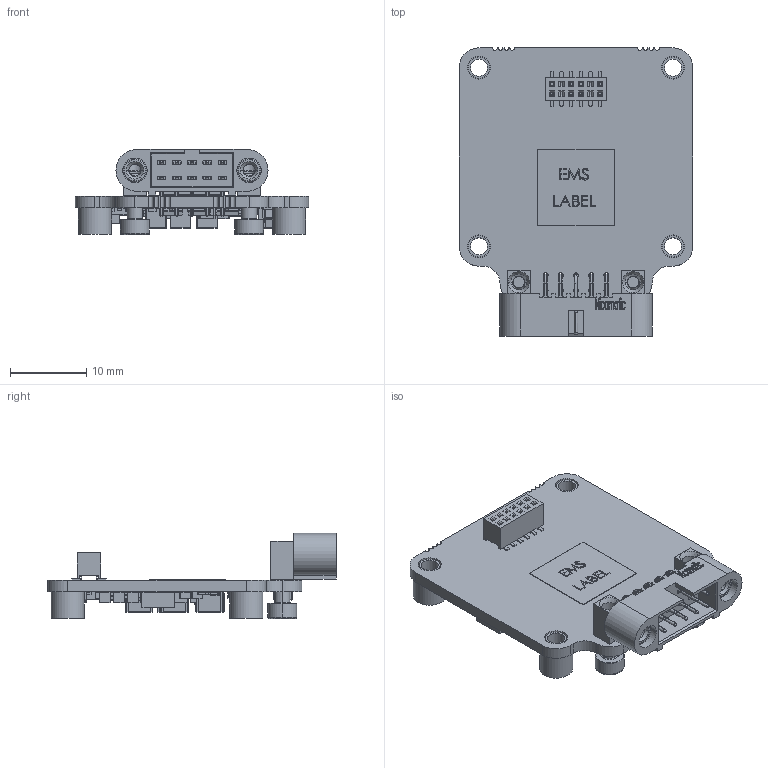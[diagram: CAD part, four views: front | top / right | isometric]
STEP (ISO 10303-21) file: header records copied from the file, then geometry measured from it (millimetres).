
FILE_DESCRIPTION(('Open CASCADE Model'),'2;1');
FILE_NAME('Open CASCADE Shape Model','2025-04-03T15:15:21',('Author'),( 'Open CASCADE'),'Open CASCADE STEP processor 7.5','Open CASCADE 7.5' ,'Unknown');
FILE_SCHEMA(('AUTOMOTIVE_DESIGN { 1 0 10303 214 1 1 1 1 }'));
Length unit declared in the file: millimetre
Products named in the file (253): PCB; Board; Open CASCADE STEP translator 7.5 1.1.1; C11; 899290896; Terminal; Open CASCADE STEP translator 6.8 20.1.1; Open CASCADE STEP translator 6.8 20.1.2; Mid_Body; Open CASCADE STEP translator 6.8 20.2.1; R23; 899291216; Open CASCADE STEP translator 6.8 10.2.1; Mark; U7; 899292496; Body; Open CASCADE STEP translator 6.8 39.1.1; Leader; U6; R30; 899291136; R29; 899291456; R28; R27; C31; 899291936; Open CASCADE STEP translator 6.8 11.1.1; Open CASCADE STEP translator 6.8 11.1.2; Open CASCADE STEP translator 6.8 11.2.1; C30; C7; 899291376; Open CASCADE STEP translator 6.8 21.1.1; Open CASCADE STEP translator 6.8 21.1.2; Open CASCADE STEP translator 6.8 21.2.1; C9; L1; 899293216 ...
Assembly tree (371 placements, depth 5):
  PCB
    Board
      Open CASCADE STEP translator 7.5 1.1.1
    C11
      899290896
        Terminal
          Open CASCADE STEP translator 6.8 20.1.1
          Open CASCADE STEP translator 6.8 20.1.2
        Mid_Body
          Open CASCADE STEP translator 6.8 20.2.1
    R23
      899291216
        Mid_Body
        Terminal  x2
          Open CASCADE STEP translator 6.8 10.2.1
        Mark
    U7
      899292496
        Body
          Open CASCADE STEP translator 6.8 39.1.1
        Leader  x5
    U6
      899292496
        Body
          Open CASCADE STEP translator 6.8 39.1.1
        Leader  x5
    R30
      899291136
        Mid_Body
        Terminal  x2
          Open CASCADE STEP translator 6.8 10.2.1
        Mark
    R29
      899291456
        Mid_Body
        Terminal  x2
          Open CASCADE STEP translator 6.8 10.2.1
        Mark
    R28
      899291456
        Mid_Body
        Terminal  x2
          Open CASCADE STEP translator 6.8 10.2.1
        Mark
    R27
      899291136
        Mid_Body
        Terminal  x2
          Open CASCADE STEP translator 6.8 10.2.1
        Mark
    C31
      899291936
        Terminal
          Open CASCADE STEP translator 6.8 11.1.1
          Open CASCADE STEP translator 6.8 11.1.2
        Mid_Body
          Open CASCADE STEP translator 6.8 11.2.1
    C30
      899291936
        Terminal
Bounding box: 30.7 x 37.9 x 11.2 mm (x, y, z)
Volume: 2638.5 mm3; surface area: 6506.4 mm2
Topology: 373 solids, 377 shells, 6478 faces, 15469 edges, 9433 vertices
Faces by surface type: plane 4198, cylinder 1617, sphere 332, bspline 189, cone 82, torus 60
Full cylindrical faces by diameter (mm): 0.375 x1, 0.388 x3, 0.65 x10, 2.2 x2, 2.25 x4, 2.8 x4, 3 x4, 4.35 x4
Entity records: 103086 total; most frequent: CARTESIAN_POINT 23336, DIRECTION 13902, ORIENTED_EDGE 13643, EDGE_CURVE 6823, LINE 4714, VECTOR 4714, AXIS2_PLACEMENT_3D 4594, VERTEX_POINT 4254
